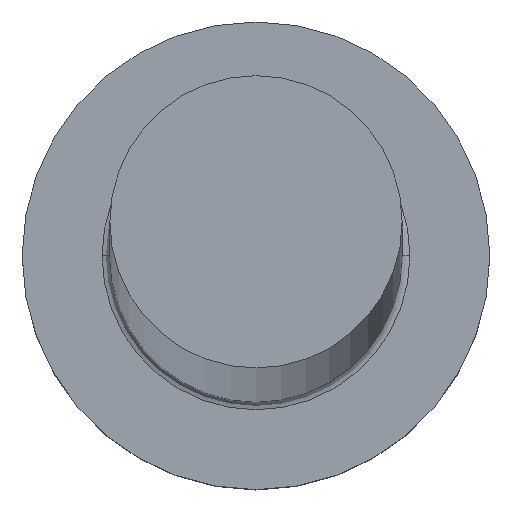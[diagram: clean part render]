
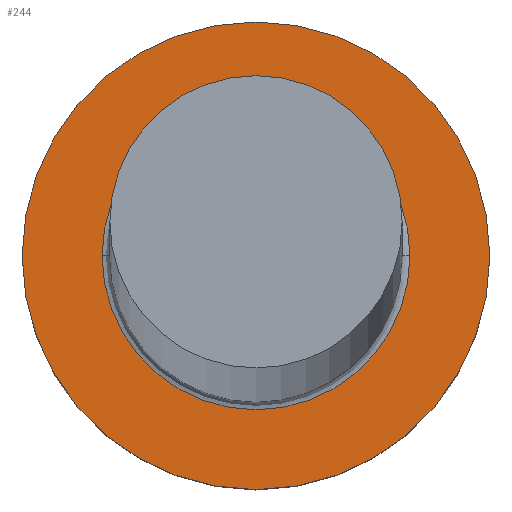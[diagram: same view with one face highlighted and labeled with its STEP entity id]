
A CAD part, top view. The second image highlights one B-rep face of the part: STEP entity #244.
In plain terms, the highlighted planar face has unit normal (0, 0, 1).
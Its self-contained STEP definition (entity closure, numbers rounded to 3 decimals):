
#2 = CARTESIAN_POINT ( 'NONE',  ( -6., 0., 5. ) ) ;
#5 = DIRECTION ( 'NONE',  ( 0., 0., -1. ) ) ;
#16 = ORIENTED_EDGE ( 'NONE', *, *, #121, .T. ) ;
#22 = CARTESIAN_POINT ( 'NONE',  ( -3.95, 0., 5. ) ) ;
#30 = DIRECTION ( 'NONE',  ( 1., 0., 0. ) ) ;
#31 = CARTESIAN_POINT ( 'NONE',  ( 6., 0., 5. ) ) ;
#33 = DIRECTION ( 'NONE',  ( 1., 0., 0. ) ) ;
#39 = EDGE_CURVE ( 'NONE', #44, #188, #191, .T. ) ;
#44 = VERTEX_POINT ( 'NONE', #22 ) ;
#53 = AXIS2_PLACEMENT_3D ( 'NONE', #201, #155, #287 ) ;
#68 = AXIS2_PLACEMENT_3D ( 'NONE', #243, #5, #33 ) ;
#74 = CARTESIAN_POINT ( 'NONE',  ( 3.95, 0., 5. ) ) ;
#75 = EDGE_LOOP ( 'NONE', ( #16, #233 ) ) ;
#79 = ORIENTED_EDGE ( 'NONE', *, *, #39, .T. ) ;
#99 = AXIS2_PLACEMENT_3D ( 'NONE', #217, #175, #30 ) ;
#104 = PLANE ( 'NONE',  #53 ) ;
#111 = CIRCLE ( 'NONE', #140, 6. ) ;
#121 = EDGE_CURVE ( 'NONE', #239, #258, #111, .T. ) ;
#126 = CIRCLE ( 'NONE', #151, 6. ) ;
#127 = EDGE_LOOP ( 'NONE', ( #168, #79 ) ) ;
#137 = DIRECTION ( 'NONE',  ( 1., 0., 0. ) ) ;
#140 = AXIS2_PLACEMENT_3D ( 'NONE', #266, #176, #260 ) ;
#143 = EDGE_CURVE ( 'NONE', #188, #44, #237, .T. ) ;
#145 = FACE_BOUND ( 'NONE', #127, .T. ) ;
#151 = AXIS2_PLACEMENT_3D ( 'NONE', #218, #198, #137 ) ;
#154 = EDGE_CURVE ( 'NONE', #258, #239, #126, .T. ) ;
#155 = DIRECTION ( 'NONE',  ( 0., 0., 1. ) ) ;
#168 = ORIENTED_EDGE ( 'NONE', *, *, #143, .T. ) ;
#175 = DIRECTION ( 'NONE',  ( 0., 0., -1. ) ) ;
#176 = DIRECTION ( 'NONE',  ( 0., 0., 1. ) ) ;
#188 = VERTEX_POINT ( 'NONE', #74 ) ;
#191 = CIRCLE ( 'NONE', #99, 3.95 ) ;
#198 = DIRECTION ( 'NONE',  ( 0., 0., 1. ) ) ;
#201 = CARTESIAN_POINT ( 'NONE',  ( 0., 0., 5. ) ) ;
#217 = CARTESIAN_POINT ( 'NONE',  ( 0., 0., 5. ) ) ;
#218 = CARTESIAN_POINT ( 'NONE',  ( 0., 0., 5. ) ) ;
#233 = ORIENTED_EDGE ( 'NONE', *, *, #154, .T. ) ;
#237 = CIRCLE ( 'NONE', #68, 3.95 ) ;
#239 = VERTEX_POINT ( 'NONE', #2 ) ;
#243 = CARTESIAN_POINT ( 'NONE',  ( 0., 0., 5. ) ) ;
#244 = ADVANCED_FACE ( 'NONE', ( #145, #282 ), #104, .T. ) ;
#258 = VERTEX_POINT ( 'NONE', #31 ) ;
#260 = DIRECTION ( 'NONE',  ( 1., 0., 0. ) ) ;
#266 = CARTESIAN_POINT ( 'NONE',  ( 0., 0., 5. ) ) ;
#282 = FACE_OUTER_BOUND ( 'NONE', #75, .T. ) ;
#287 = DIRECTION ( 'NONE',  ( 1., 0., 0. ) ) ;
